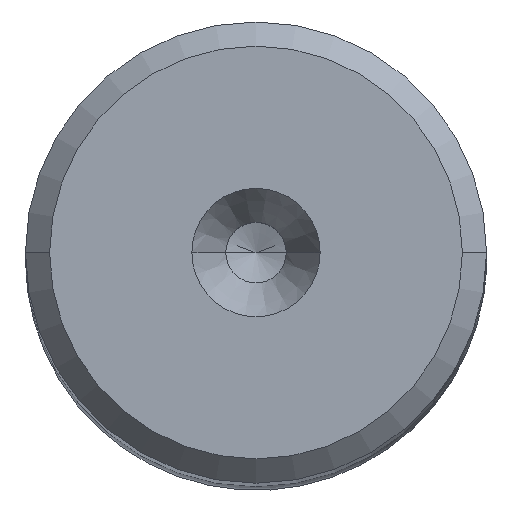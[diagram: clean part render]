
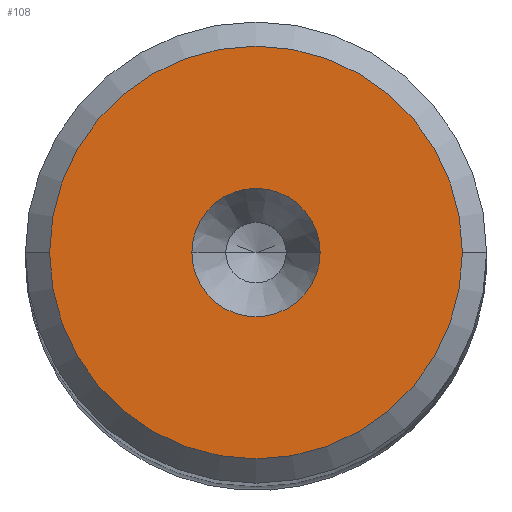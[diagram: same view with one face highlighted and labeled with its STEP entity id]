
A CAD part, top view. The second image highlights one B-rep face of the part: STEP entity #108.
In plain terms, the highlighted planar face has unit normal (0, 0, 1).
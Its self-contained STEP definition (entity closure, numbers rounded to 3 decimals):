
#82=PLANE('',#583);
#84=FACE_BOUND('',#175,.T.);
#85=FACE_BOUND('',#176,.T.);
#108=ADVANCED_FACE('',(#84,#85),#82,.T.);
#175=EDGE_LOOP('',(#216,#217,#218,#219));
#176=EDGE_LOOP('',(#220,#221));
#216=ORIENTED_EDGE('',*,*,#379,.T.);
#217=ORIENTED_EDGE('',*,*,#380,.T.);
#218=ORIENTED_EDGE('',*,*,#381,.T.);
#219=ORIENTED_EDGE('',*,*,#382,.T.);
#220=ORIENTED_EDGE('',*,*,#383,.T.);
#221=ORIENTED_EDGE('',*,*,#384,.T.);
#337=VERTEX_POINT('',#960);
#338=VERTEX_POINT('',#961);
#339=VERTEX_POINT('',#963);
#340=VERTEX_POINT('',#965);
#341=VERTEX_POINT('',#968);
#342=VERTEX_POINT('',#969);
#379=EDGE_CURVE('',#337,#338,#470,.T.);
#380=EDGE_CURVE('',#338,#339,#471,.T.);
#381=EDGE_CURVE('',#339,#340,#472,.T.);
#382=EDGE_CURVE('',#340,#337,#473,.T.);
#383=EDGE_CURVE('',#341,#342,#474,.T.);
#384=EDGE_CURVE('',#342,#341,#475,.T.);
#470=CIRCLE('',#577,8.525);
#471=CIRCLE('',#578,8.525);
#472=CIRCLE('',#579,8.525);
#473=CIRCLE('',#580,8.525);
#474=CIRCLE('',#581,2.65);
#475=CIRCLE('',#582,2.65);
#577=AXIS2_PLACEMENT_3D('',#959,#681,#682);
#578=AXIS2_PLACEMENT_3D('',#962,#683,#684);
#579=AXIS2_PLACEMENT_3D('',#964,#685,#686);
#580=AXIS2_PLACEMENT_3D('',#966,#687,#688);
#581=AXIS2_PLACEMENT_3D('',#967,#689,#690);
#582=AXIS2_PLACEMENT_3D('',#970,#691,#692);
#583=AXIS2_PLACEMENT_3D('',#971,#693,#694);
#681=DIRECTION('',(0.,0.,1.));
#682=DIRECTION('',(0.,1.,0.));
#683=DIRECTION('',(0.,0.,1.));
#684=DIRECTION('',(-1.,0.,0.));
#685=DIRECTION('',(0.,0.,1.));
#686=DIRECTION('',(0.,-1.,0.));
#687=DIRECTION('',(0.,0.,1.));
#688=DIRECTION('',(1.,0.,0.));
#689=DIRECTION('',(0.,0.,-1.));
#690=DIRECTION('',(-1.,0.,0.));
#691=DIRECTION('',(0.,0.,-1.));
#692=DIRECTION('',(1.,0.,0.));
#693=DIRECTION('',(0.,0.,1.));
#694=DIRECTION('',(-1.,0.,0.));
#959=CARTESIAN_POINT('',(0.,0.,0.));
#960=CARTESIAN_POINT('',(0.,8.525,0.));
#961=CARTESIAN_POINT('',(-8.525,0.,0.));
#962=CARTESIAN_POINT('',(0.,0.,0.));
#963=CARTESIAN_POINT('',(0.,-8.525,0.));
#964=CARTESIAN_POINT('',(0.,0.,0.));
#965=CARTESIAN_POINT('',(8.525,0.,0.));
#966=CARTESIAN_POINT('',(0.,0.,0.));
#967=CARTESIAN_POINT('',(0.,0.,0.));
#968=CARTESIAN_POINT('',(-2.65,0.,0.));
#969=CARTESIAN_POINT('',(2.65,0.,0.));
#970=CARTESIAN_POINT('',(0.,0.,0.));
#971=CARTESIAN_POINT('',(0.,0.,0.));
